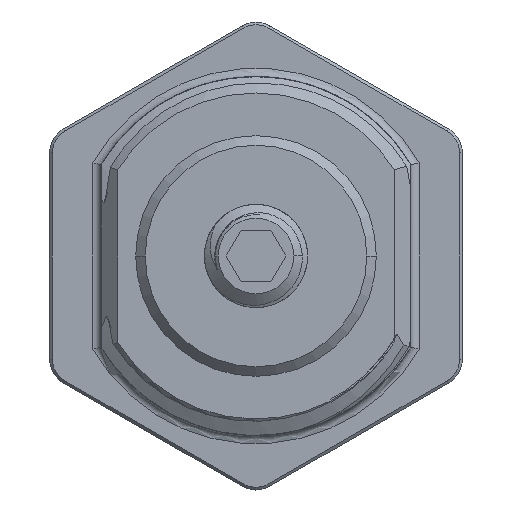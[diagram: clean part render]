
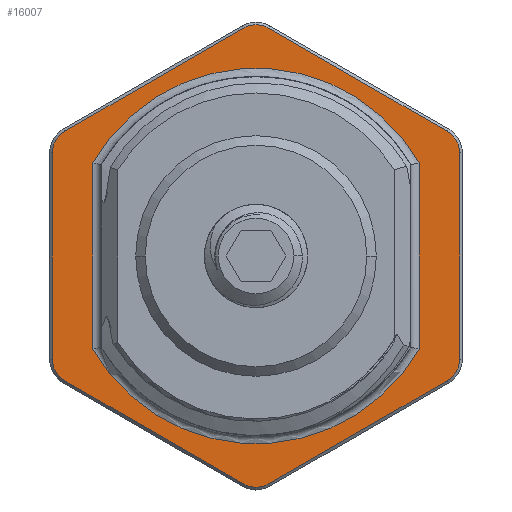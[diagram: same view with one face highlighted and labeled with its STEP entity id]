
A CAD part, front view. The second image highlights one B-rep face of the part: STEP entity #16007.
In plain terms, the highlighted planar face has unit normal (0, -1, 0).
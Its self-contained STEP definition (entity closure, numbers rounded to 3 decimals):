
#1429=CARTESIAN_POINT('',(18.796,6.35,9.532));
#1430=CARTESIAN_POINT('',(18.796,6.35,9.647));
#1431=CARTESIAN_POINT('',(18.779,6.35,9.874));
#1432=CARTESIAN_POINT('',(18.703,6.35,10.209));
#1433=CARTESIAN_POINT('',(18.578,6.35,10.528));
#1434=CARTESIAN_POINT('',(18.406,6.35,10.825));
#1435=CARTESIAN_POINT('',(18.192,6.35,11.093));
#1436=CARTESIAN_POINT('',(17.941,6.35,11.326));
#1437=CARTESIAN_POINT('',(17.753,6.35,11.454));
#1438=CARTESIAN_POINT('',(17.653,6.35,11.512));
#1440=DIRECTION('',(0.,0.,1.));
#1441=VECTOR('',#1440,19.064);
#1442=CARTESIAN_POINT('',(18.796,6.35,-9.532));
#1443=LINE('',#1442,#1441);
#1444=CARTESIAN_POINT('',(17.653,6.35,-11.512));
#1445=CARTESIAN_POINT('',(17.753,6.35,-11.454));
#1446=CARTESIAN_POINT('',(17.941,6.35,-11.326));
#1447=CARTESIAN_POINT('',(18.192,6.35,-11.093));
#1448=CARTESIAN_POINT('',(18.406,6.35,-10.825));
#1449=CARTESIAN_POINT('',(18.578,6.35,-10.528));
#1450=CARTESIAN_POINT('',(18.703,6.35,-10.209));
#1451=CARTESIAN_POINT('',(18.779,6.35,-9.874));
#1452=CARTESIAN_POINT('',(18.796,6.35,-9.647));
#1453=CARTESIAN_POINT('',(18.796,6.35,-9.532));
#1455=DIRECTION('',(0.866,0.,0.5));
#1456=VECTOR('',#1455,19.064);
#1457=CARTESIAN_POINT('',(1.143,6.35,-21.044));
#1458=LINE('',#1457,#1456);
#1459=CARTESIAN_POINT('',(-1.143,6.35,
-21.044));
#1460=CARTESIAN_POINT('',(-1.044,6.35,
-21.101));
#1461=CARTESIAN_POINT('',(-0.839,6.35,
-21.2));
#1462=CARTESIAN_POINT('',(-0.511,6.35,
-21.301));
#1463=CARTESIAN_POINT('',(-0.172,6.35,
-21.352));
#1464=CARTESIAN_POINT('',(0.172,6.35,
-21.352));
#1465=CARTESIAN_POINT('',(0.511,6.35,
-21.301));
#1466=CARTESIAN_POINT('',(0.839,6.35,
-21.2));
#1467=CARTESIAN_POINT('',(1.044,6.35,-21.101));
#1468=CARTESIAN_POINT('',(1.143,6.35,-21.044));
#1470=DIRECTION('',(0.866,0.,-0.5));
#1471=VECTOR('',#1470,19.064);
#1472=CARTESIAN_POINT('',(-17.653,6.35,
-11.512));
#1473=LINE('',#1472,#1471);
#1474=CARTESIAN_POINT('',(-18.796,6.35,
-9.532));
#1475=CARTESIAN_POINT('',(-18.796,6.35,
-9.647));
#1476=CARTESIAN_POINT('',(-18.779,6.35,
-9.874));
#1477=CARTESIAN_POINT('',(-18.703,6.35,
-10.209));
#1478=CARTESIAN_POINT('',(-18.578,6.35,
-10.528));
#1479=CARTESIAN_POINT('',(-18.406,6.35,
-10.825));
#1480=CARTESIAN_POINT('',(-18.192,6.35,
-11.093));
#1481=CARTESIAN_POINT('',(-17.941,6.35,
-11.326));
#1482=CARTESIAN_POINT('',(-17.753,6.35,
-11.454));
#1483=CARTESIAN_POINT('',(-17.653,6.35,
-11.512));
#1485=DIRECTION('',(0.,0.,-1.));
#1486=VECTOR('',#1485,19.064);
#1487=CARTESIAN_POINT('',(-18.796,6.35,9.532));
#1488=LINE('',#1487,#1486);
#1489=CARTESIAN_POINT('',(-17.653,6.35,11.512));
#1490=CARTESIAN_POINT('',(-17.753,6.35,11.454));
#1491=CARTESIAN_POINT('',(-17.941,6.35,11.326));
#1492=CARTESIAN_POINT('',(-18.192,6.35,11.093));
#1493=CARTESIAN_POINT('',(-18.406,6.35,10.825));
#1494=CARTESIAN_POINT('',(-18.578,6.35,10.528));
#1495=CARTESIAN_POINT('',(-18.703,6.35,10.209));
#1496=CARTESIAN_POINT('',(-18.779,6.35,9.874));
#1497=CARTESIAN_POINT('',(-18.796,6.35,9.647));
#1498=CARTESIAN_POINT('',(-18.796,6.35,9.532));
#1500=DIRECTION('',(-0.866,0.,-0.5));
#1501=VECTOR('',#1500,19.064);
#1502=CARTESIAN_POINT('',(-1.143,6.35,21.044));
#1503=LINE('',#1502,#1501);
#1504=CARTESIAN_POINT('',(1.143,6.35,21.044));
#1505=CARTESIAN_POINT('',(1.044,6.35,21.101));
#1506=CARTESIAN_POINT('',(0.839,6.35,21.2));
#1507=CARTESIAN_POINT('',(0.511,6.35,21.301));
#1508=CARTESIAN_POINT('',(0.172,6.35,21.352));
#1509=CARTESIAN_POINT('',(-0.172,6.35,
21.352));
#1510=CARTESIAN_POINT('',(-0.511,6.35,
21.301));
#1511=CARTESIAN_POINT('',(-0.839,6.35,
21.2));
#1512=CARTESIAN_POINT('',(-1.044,6.35,21.101));
#1513=CARTESIAN_POINT('',(-1.143,6.35,21.044));
#1515=DIRECTION('',(-0.866,0.,0.5));
#1516=VECTOR('',#1515,19.064);
#1517=CARTESIAN_POINT('',(17.653,6.35,11.512));
#1518=LINE('',#1517,#1516);
#1519=DIRECTION('',(0.,0.,-1.));
#1520=VECTOR('',#1519,17.208);
#1521=CARTESIAN_POINT('',(15.05,6.35,8.604));
#1522=LINE('',#1521,#1520);
#1523=CARTESIAN_POINT('',(0.,6.35,0.));
#1524=DIRECTION('',(0.,-1.,0.));
#1525=DIRECTION('',(0.868,0.,0.496));
#1526=AXIS2_PLACEMENT_3D('',#1523,#1524,#1525);
#1528=DIRECTION('',(0.,0.,1.));
#1529=VECTOR('',#1528,17.208);
#1530=CARTESIAN_POINT('',(-15.05,6.35,-8.604));
#1531=LINE('',#1530,#1529);
#1532=CARTESIAN_POINT('',(0.,6.35,0.));
#1533=DIRECTION('',(0.,1.,0.));
#1534=DIRECTION('',(0.868,0.,-0.496));
#1535=AXIS2_PLACEMENT_3D('',#1532,#1533,#1534);
#13283=CARTESIAN_POINT('',(15.05,6.35,8.604));
#13284=CARTESIAN_POINT('',(15.05,6.35,-8.604));
#13285=VERTEX_POINT('',#13283);
#13286=VERTEX_POINT('',#13284);
#13291=CARTESIAN_POINT('',(-15.05,6.35,-8.604));
#13292=CARTESIAN_POINT('',(-15.05,6.35,8.604));
#13293=VERTEX_POINT('',#13291);
#13294=VERTEX_POINT('',#13292);
#13376=VERTEX_POINT('',#1429);
#13377=VERTEX_POINT('',#1438);
#13380=CARTESIAN_POINT('',(1.143,6.35,21.044));
#13381=VERTEX_POINT('',#13380);
#13384=VERTEX_POINT('',#1513);
#13386=CARTESIAN_POINT('',(-17.653,6.35,
11.512));
#13387=VERTEX_POINT('',#13386);
#13390=VERTEX_POINT('',#1498);
#13392=CARTESIAN_POINT('',(-18.796,6.35,
-9.532));
#13393=VERTEX_POINT('',#13392);
#13396=VERTEX_POINT('',#1483);
#13398=CARTESIAN_POINT('',(-1.143,6.35,
-21.044));
#13399=VERTEX_POINT('',#13398);
#13402=VERTEX_POINT('',#1468);
#13404=CARTESIAN_POINT('',(17.653,6.35,
-11.512));
#13405=VERTEX_POINT('',#13404);
#13408=VERTEX_POINT('',#1453);
#15967=CARTESIAN_POINT('',(0.,6.35,0.));
#15968=DIRECTION('',(0.,1.,0.));
#15969=DIRECTION('',(1.,0.,0.));
#15970=AXIS2_PLACEMENT_3D('',#15967,#15968,#15969);
#15971=PLANE('',#15970);
#15973=ORIENTED_EDGE('',*,*,#15972,.F.);
#15975=ORIENTED_EDGE('',*,*,#15974,.F.);
#15976=ORIENTED_EDGE('',*,*,#15957,.F.);
#15978=ORIENTED_EDGE('',*,*,#15977,.F.);
#15980=ORIENTED_EDGE('',*,*,#15979,.F.);
#15982=ORIENTED_EDGE('',*,*,#15981,.F.);
#15984=ORIENTED_EDGE('',*,*,#15983,.F.);
#15986=ORIENTED_EDGE('',*,*,#15985,.F.);
#15988=ORIENTED_EDGE('',*,*,#15987,.F.);
#15990=ORIENTED_EDGE('',*,*,#15989,.F.);
#15992=ORIENTED_EDGE('',*,*,#15991,.F.);
#15994=ORIENTED_EDGE('',*,*,#15993,.F.);
#15995=EDGE_LOOP('',(#15973,#15975,#15976,#15978,#15980,#15982,#15984,#15986,
#15988,#15990,#15992,#15994));
#15996=FACE_OUTER_BOUND('',#15995,.F.);
#15998=ORIENTED_EDGE('',*,*,#15997,.F.);
#16000=ORIENTED_EDGE('',*,*,#15999,.T.);
#16002=ORIENTED_EDGE('',*,*,#16001,.F.);
#16004=ORIENTED_EDGE('',*,*,#16003,.F.);
#16005=EDGE_LOOP('',(#15998,#16000,#16002,#16004));
#16006=FACE_BOUND('',#16005,.F.);
#16007=ADVANCED_FACE('',(#15996,#16006),#15971,.F.);
#1439=B_SPLINE_CURVE_WITH_KNOTS('',3,(#1429,#1430,#1431,#1432,#1433,#1434,#1435,
#1436,#1437,#1438),.UNSPECIFIED.,.F.,.F.,(4,1,1,1,1,1,1,4),(0.,
0.143,0.286,0.429,0.571,
0.714,0.857,1.),.UNSPECIFIED.);
#1454=B_SPLINE_CURVE_WITH_KNOTS('',3,(#1444,#1445,#1446,#1447,#1448,#1449,#1450,
#1451,#1452,#1453),.UNSPECIFIED.,.F.,.F.,(4,1,1,1,1,1,1,4),(0.,
0.143,0.286,0.429,0.571,
0.714,0.857,1.),.UNSPECIFIED.);
#1469=B_SPLINE_CURVE_WITH_KNOTS('',3,(#1459,#1460,#1461,#1462,#1463,#1464,#1465,
#1466,#1467,#1468),.UNSPECIFIED.,.F.,.F.,(4,1,1,1,1,1,1,4),(0.,
0.143,0.286,0.429,0.571,
0.714,0.857,1.),.UNSPECIFIED.);
#1484=B_SPLINE_CURVE_WITH_KNOTS('',3,(#1474,#1475,#1476,#1477,#1478,#1479,#1480,
#1481,#1482,#1483),.UNSPECIFIED.,.F.,.F.,(4,1,1,1,1,1,1,4),(0.,
0.143,0.286,0.429,0.571,
0.714,0.857,1.),.UNSPECIFIED.);
#1499=B_SPLINE_CURVE_WITH_KNOTS('',3,(#1489,#1490,#1491,#1492,#1493,#1494,#1495,
#1496,#1497,#1498),.UNSPECIFIED.,.F.,.F.,(4,1,1,1,1,1,1,4),(0.,
0.143,0.286,0.429,0.571,
0.714,0.857,1.),.UNSPECIFIED.);
#1514=B_SPLINE_CURVE_WITH_KNOTS('',3,(#1504,#1505,#1506,#1507,#1508,#1509,#1510,
#1511,#1512,#1513),.UNSPECIFIED.,.F.,.F.,(4,1,1,1,1,1,1,4),(0.,
0.143,0.286,0.429,0.571,
0.714,0.857,1.),.UNSPECIFIED.);
#1527=CIRCLE('',#1526,17.336);
#1536=CIRCLE('',#1535,17.336);
#15957=EDGE_CURVE('',#13405,#13408,#1454,.T.);
#15972=EDGE_CURVE('',#13376,#13377,#1439,.T.);
#15974=EDGE_CURVE('',#13408,#13376,#1443,.T.);
#15977=EDGE_CURVE('',#13402,#13405,#1458,.T.);
#15979=EDGE_CURVE('',#13399,#13402,#1469,.T.);
#15981=EDGE_CURVE('',#13396,#13399,#1473,.T.);
#15983=EDGE_CURVE('',#13393,#13396,#1484,.T.);
#15985=EDGE_CURVE('',#13390,#13393,#1488,.T.);
#15987=EDGE_CURVE('',#13387,#13390,#1499,.T.);
#15989=EDGE_CURVE('',#13384,#13387,#1503,.T.);
#15991=EDGE_CURVE('',#13381,#13384,#1514,.T.);
#15993=EDGE_CURVE('',#13377,#13381,#1518,.T.);
#15997=EDGE_CURVE('',#13285,#13286,#1522,.T.);
#15999=EDGE_CURVE('',#13285,#13294,#1527,.T.);
#16001=EDGE_CURVE('',#13293,#13294,#1531,.T.);
#16003=EDGE_CURVE('',#13286,#13293,#1536,.T.);
